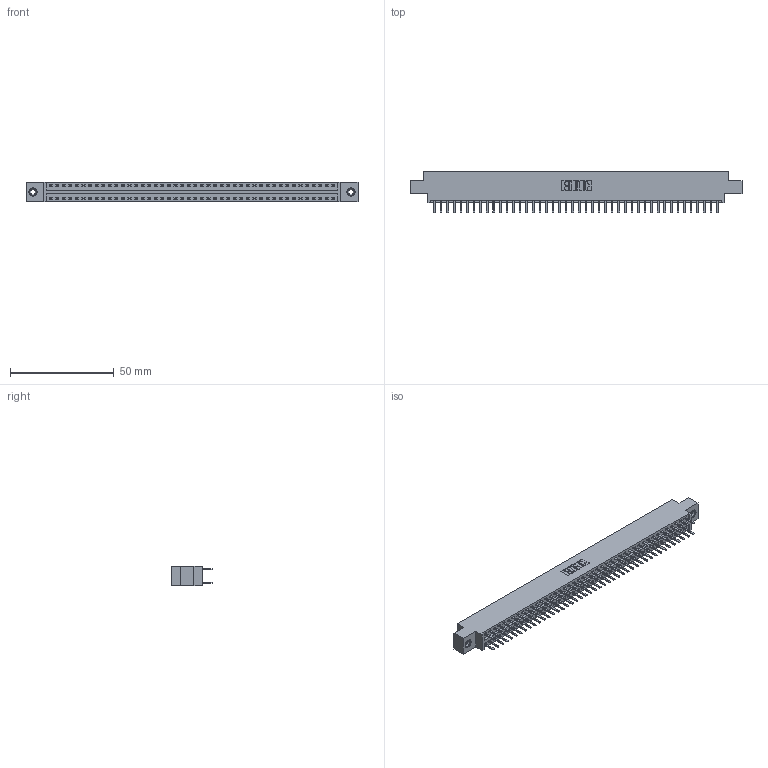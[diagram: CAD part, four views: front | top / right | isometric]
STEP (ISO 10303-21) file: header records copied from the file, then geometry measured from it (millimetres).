
FILE_DESCRIPTION (( 'STEP AP203' ), '1' );
FILE_NAME ('396-088-520-808.STEP', '2018-09-10T05:08:59', ( '' ), ( '' ), 'SwSTEP 2.0', 'SolidWorks 2016', '' );
FILE_SCHEMA (( 'CONFIG_CONTROL_DESIGN' ));
Length unit declared in the file: inch
Products named in the file (4): 345-250-001_345-250-003-102; 396-088-520-808; 346 Part_0.170 Offset - 0.156 Dia-TI; 345-292-001_345-293-120
Assembly tree (91 placements, depth 2):
  396-088-520-808
    346 Part_0.170 Offset - 0.156 Dia-TI
    345-292-001_345-293-120  x88
    345-250-001_345-250-003-102  x2
Bounding box: 160.27 x 20.02 x 9.4 mm (x, y, z)
Volume: 15444.4 mm3; surface area: 21369.8 mm2
Topology: 91 solids, 91 shells, 5114 faces, 14821 edges, 9638 vertices
Faces by surface type: plane 3368, cylinder 1730, cone 12, torus 4
Entity records: 29878 total; most frequent: CARTESIAN_POINT 4919, ORIENTED_EDGE 4834, DIRECTION 4399, EDGE_CURVE 2417, VECTOR 2085, LINE 2085, VERTEX_POINT 1604, AXIS2_PLACEMENT_3D 1157
